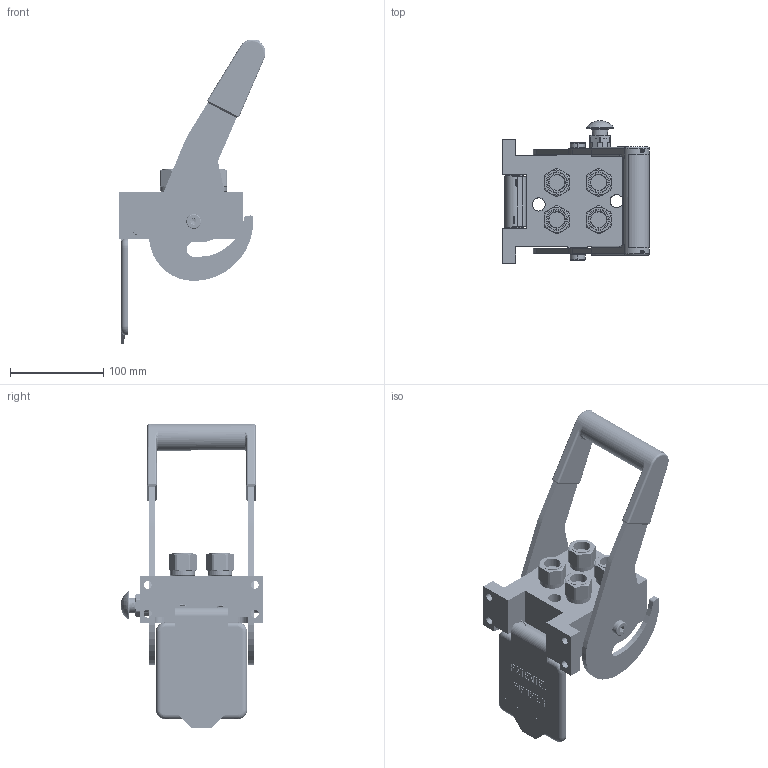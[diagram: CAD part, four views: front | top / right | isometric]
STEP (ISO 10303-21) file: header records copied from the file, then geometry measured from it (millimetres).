
FILE_DESCRIPTION (( 'STEP AP214' ), '1' );
FILE_NAME ('FASTER.step', '2024-02-05T14:19:35', ( '' ), ( '' ), 'SwSTEP 2.0', 'SolidWorks 2017', '' );
FILE_SCHEMA (( 'AUTOMOTIVE_DESIGN' ));
Length unit declared in the file: millimetre
Products named in the file (28): CURS_MOLLA_38; 4132_072_0000_300; 4830_024_0009_001; sicura_p5; A_2ffnb38-12gasf; 4830_020_0000_002; 0048_042_0412_000; 4830_013_3000_020; FASTER; 4810_001_0001_014; 2ffnb38-12gasf; nc000007; 4830_025_0000_001; 4132_014_0000_000; 4830_024_0009_000; P506_F_BASE; 4820_001_0004_000; 4830_001_0005_301; 4830_022_0000_011; or1_5x7_m; et011; 4830_001_0005_300; 4830_025_2000_000; 4830_025_1000_000; 4830_070_0000_001; 4830_024_0009_000^4830_024_0009_000; 0048_317_1000_000
Assembly tree (31 placements, depth 4):
  FASTER
    P506_F_BASE
      4830_020_0000_002
      4830_013_3000_020  x2
      4830_025_1000_000
      4830_022_0000_011
      4820_001_0004_000
      4810_001_0001_014
      0048_317_1000_000  x2
      4830_070_0000_001
      4830_001_0005_300
      4830_001_0005_301
    A_2ffnb38-12gasf  x4
      CURS_MOLLA_38
        4132_072_0000_300
        4132_014_0000_000
      2ffnb38-12gasf
        2ffnb38-12gasf
    4830_024_0009_000
      sicura_p5
        4830_025_0000_001
        or1_5x7_m
        0048_042_0412_000
      4830_024_0009_001
      nc000007
      4830_025_2000_000
    et011
  4830_024_0009_000^4830_024_0009_000
Bounding box: 157.91 x 153.38 x 327.77 mm (x, y, z)
Volume: 120021.7 mm3; surface area: 296725.7 mm2
Topology: 23 solids, 69 shells, 3343 faces, 8440 edges, 5312 vertices
Faces by surface type: plane 1857, cylinder 687, cone 311, torus 226, bspline 223, sphere 39
Entity records: 115961 total; most frequent: CARTESIAN_POINT 46075, ORIENTED_EDGE 14436, DIRECTION 13247, EDGE_CURVE 7252, VECTOR 5199, LINE 5199, VERTEX_POINT 4623, AXIS2_PLACEMENT_3D 4024
